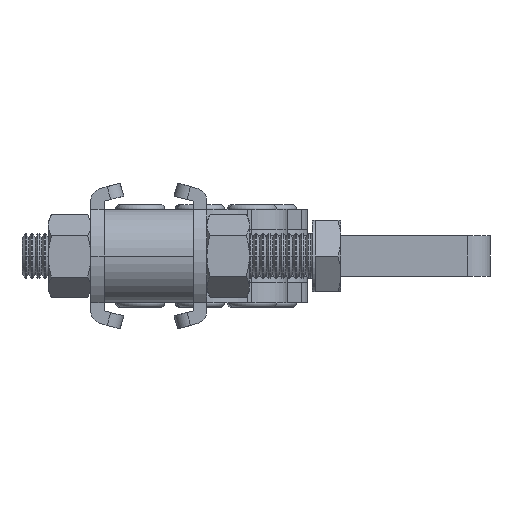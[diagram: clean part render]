
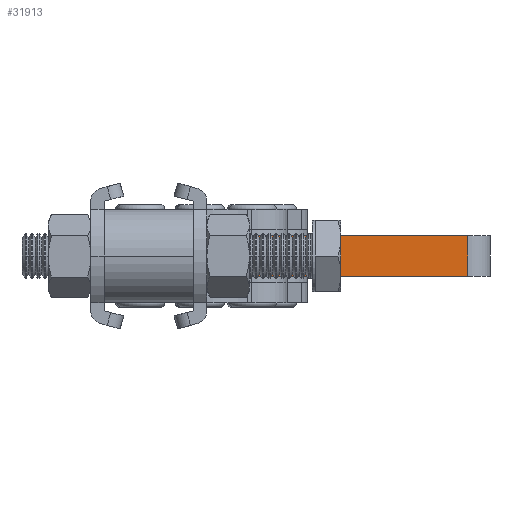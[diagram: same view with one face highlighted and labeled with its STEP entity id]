
A CAD part, left-side view. The second image highlights one B-rep face of the part: STEP entity #31913.
In plain terms, the highlighted planar face has unit normal (-1, 0, 0).
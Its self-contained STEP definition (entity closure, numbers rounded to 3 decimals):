
#272 = VERTEX_POINT ( 'NONE', #31198 ) ;
#734 = VERTEX_POINT ( 'NONE', #31595 ) ;
#784 = VERTEX_POINT ( 'NONE', #4215 ) ;
#1000 = EDGE_LOOP ( 'NONE', ( #37397, #37398, #46189, #38509 ) ) ;
#3656 = FACE_OUTER_BOUND ( 'NONE', #1000, .T. ) ;
#4215 = CARTESIAN_POINT ( 'NONE',  ( -9., -48.3, 9. ) ) ;
#5237 = LINE ( 'NONE', #5877, #5241 ) ;
#5241 = VECTOR ( 'NONE', #5875, 1000. ) ;
#5293 = LINE ( 'NONE', #5962, #5296 ) ;
#5296 = VECTOR ( 'NONE', #5963, 1000. ) ;
#5332 = LINE ( 'NONE', #6023, #5335 ) ;
#5335 = VECTOR ( 'NONE', #6025, 1000. ) ;
#5355 = LINE ( 'NONE', #6061, #5358 ) ;
#5358 = VECTOR ( 'NONE', #6062, 1000. ) ;
#5875 = DIRECTION ( 'NONE',  ( 0., 0., -1. ) ) ;
#5877 = CARTESIAN_POINT ( 'NONE',  ( -9., -48.3, 9. ) ) ;
#5962 = CARTESIAN_POINT ( 'NONE',  ( -9., 0., 0. ) ) ;
#5963 = DIRECTION ( 'NONE',  ( 0., 1., 0. ) ) ;
#6023 = CARTESIAN_POINT ( 'NONE',  ( -9., 0., 9. ) ) ;
#6025 = DIRECTION ( 'NONE',  ( 0., 1., 0. ) ) ;
#6061 = CARTESIAN_POINT ( 'NONE',  ( -9., 0., 9. ) ) ;
#6062 = DIRECTION ( 'NONE',  ( 0., 0., -1. ) ) ;
#10526 = CARTESIAN_POINT ( 'NONE',  ( -9., 0., 9. ) ) ;
#10533 = PLANE ( 'NONE',  #49273 ) ;
#10535 = DIRECTION ( 'NONE',  ( -1., 0., 0. ) ) ;
#10536 = DIRECTION ( 'NONE',  ( 0., 0., 1. ) ) ;
#15536 = CARTESIAN_POINT ( 'NONE',  ( -9., 0., 9. ) ) ;
#31198 = CARTESIAN_POINT ( 'NONE',  ( -9., 0., 0. ) ) ;
#31595 = CARTESIAN_POINT ( 'NONE',  ( -9., -48.3, 0. ) ) ;
#31913 = ADVANCED_FACE ( 'NONE', ( #3656 ), #10533, .T. ) ;
#35906 = EDGE_CURVE ( 'NONE', #784, #734, #5237, .T. ) ;
#35937 = EDGE_CURVE ( 'NONE', #734, #272, #5293, .T. ) ;
#35960 = EDGE_CURVE ( 'NONE', #784, #46901, #5332, .T. ) ;
#35974 = EDGE_CURVE ( 'NONE', #46901, #272, #5355, .T. ) ;
#37397 = ORIENTED_EDGE ( 'NONE', *, *, #35937, .F. ) ;
#37398 = ORIENTED_EDGE ( 'NONE', *, *, #35906, .F. ) ;
#38509 = ORIENTED_EDGE ( 'NONE', *, *, #35974, .T. ) ;
#46189 = ORIENTED_EDGE ( 'NONE', *, *, #35960, .T. ) ;
#46901 = VERTEX_POINT ( 'NONE', #15536 ) ;
#49273 = AXIS2_PLACEMENT_3D ( 'NONE', #10526, #10535, #10536 ) ;
